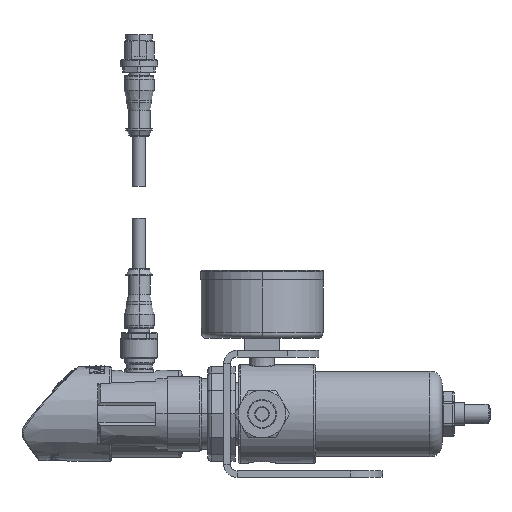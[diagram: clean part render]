
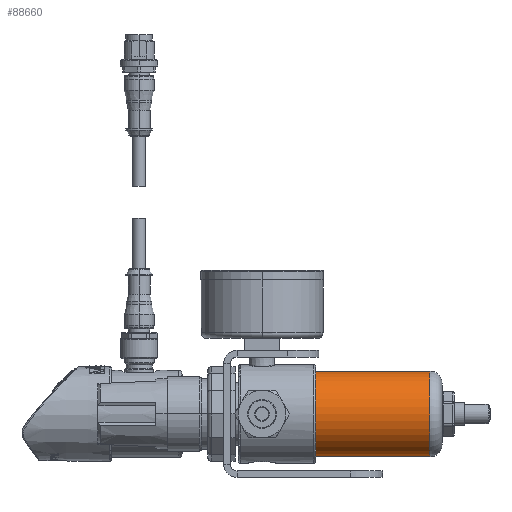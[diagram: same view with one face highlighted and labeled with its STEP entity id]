
A CAD part, left-side view. The second image highlights one B-rep face of the part: STEP entity #88660.
In plain terms, the highlighted cylindrical face has radius 17.12 mm (diameter 34.239 mm), a partial arc.
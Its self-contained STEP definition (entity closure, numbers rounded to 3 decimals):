
#31712=CARTESIAN_POINT('',(0.,-30.937,0.));
#31713=DIRECTION('',(0.,-1.,0.));
#31714=DIRECTION('',(0.,0.,1.));
#31715=AXIS2_PLACEMENT_3D('',#31712,#31713,#31714);
#31727=DIRECTION('',(0.,1.,0.));
#31728=VECTOR('',#31727,45.72);
#31729=CARTESIAN_POINT('',(0.,-76.657,17.12));
#31730=LINE('',#31729,#31728);
#31807=CARTESIAN_POINT('',(0.,-76.657,0.));
#31808=DIRECTION('',(0.,1.,0.));
#31809=DIRECTION('',(0.,0.,-1.));
#31810=AXIS2_PLACEMENT_3D('',#31807,#31808,#31809);
#31817=DIRECTION('',(0.,1.,0.));
#31818=VECTOR('',#31817,45.72);
#31819=CARTESIAN_POINT('',(0.,-76.657,-17.12));
#31820=LINE('',#31819,#31818);
#48242=CARTESIAN_POINT('',(0.,-30.937,-17.12));
#48243=CARTESIAN_POINT('',(0.,-30.937,17.12));
#48244=VERTEX_POINT('',#48242);
#48245=VERTEX_POINT('',#48243);
#48246=CARTESIAN_POINT('',(0.,-76.657,17.12));
#48247=CARTESIAN_POINT('',(0.,-76.657,-17.12));
#48248=VERTEX_POINT('',#48246);
#48249=VERTEX_POINT('',#48247);
#88649=CARTESIAN_POINT('',(0.,-30.937,0.));
#88650=DIRECTION('',(0.,-1.,0.));
#88651=DIRECTION('',(0.,0.,-1.));
#88652=AXIS2_PLACEMENT_3D('',#88649,#88650,#88651);
#88653=CYLINDRICAL_SURFACE('',#88652,17.12);
#88654=ORIENTED_EDGE('',*,*,#88636,.F.);
#88655=ORIENTED_EDGE('',*,*,#88545,.T.);
#88656=ORIENTED_EDGE('',*,*,#88493,.F.);
#88657=ORIENTED_EDGE('',*,*,#88542,.F.);
#88658=EDGE_LOOP('',(#88654,#88655,#88656,#88657));
#88659=FACE_OUTER_BOUND('',#88658,.F.);
#31716=CIRCLE('',#31715,17.12);
#31811=CIRCLE('',#31810,17.12);
#88493=EDGE_CURVE('',#48245,#48244,#31716,.T.);
#88542=EDGE_CURVE('',#48248,#48245,#31730,.T.);
#88545=EDGE_CURVE('',#48249,#48244,#31820,.T.);
#88636=EDGE_CURVE('',#48249,#48248,#31811,.T.);
#88660=ADVANCED_FACE('',(#88659),#88653,.T.);
